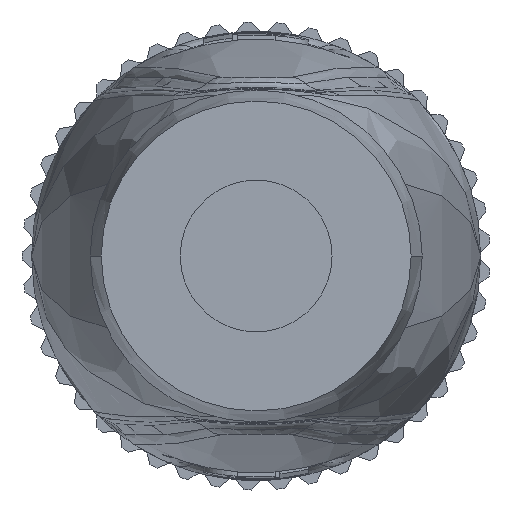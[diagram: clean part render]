
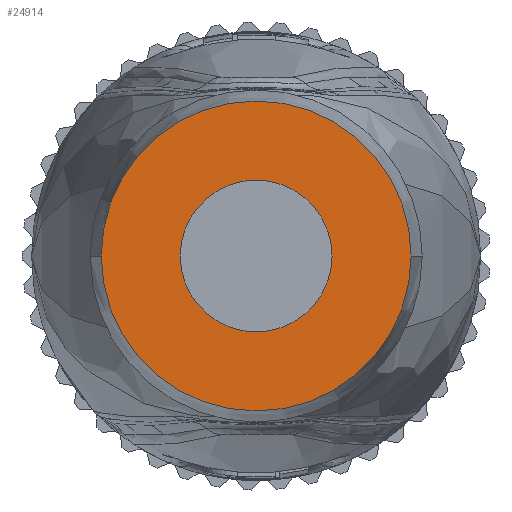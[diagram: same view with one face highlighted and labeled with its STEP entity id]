
A CAD part, front view. The second image highlights one B-rep face of the part: STEP entity #24914.
In plain terms, the highlighted planar face has unit normal (0, -1, 0).
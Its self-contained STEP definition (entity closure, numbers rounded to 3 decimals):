
#6649=CARTESIAN_POINT('',(0.,-47.,0.));
#6650=DIRECTION('',(0.,1.,0.));
#6651=DIRECTION('',(1.,0.,0.));
#6652=AXIS2_PLACEMENT_3D('',#6649,#6650,#6651);
#6654=CARTESIAN_POINT('',(0.,-47.,0.));
#6655=DIRECTION('',(0.,-1.,0.));
#6656=DIRECTION('',(1.,0.,0.));
#6657=AXIS2_PLACEMENT_3D('',#6654,#6655,#6656);
#6659=CARTESIAN_POINT('',(0.,-47.,0.));
#6660=DIRECTION('',(0.,-1.,0.));
#6661=DIRECTION('',(0.,0.,-1.));
#6662=AXIS2_PLACEMENT_3D('',#6659,#6660,#6661);
#6664=CARTESIAN_POINT('',(0.,-47.,0.));
#6665=DIRECTION('',(0.,-1.,0.));
#6666=DIRECTION('',(0.,0.,1.));
#6667=AXIS2_PLACEMENT_3D('',#6664,#6665,#6666);
#8885=CARTESIAN_POINT('',(4.9,-47.,0.));
#8887=VERTEX_POINT('',#8885);
#8889=CARTESIAN_POINT('',(-4.9,-47.,0.));
#8891=VERTEX_POINT('',#8889);
#9236=CARTESIAN_POINT('',(0.,-47.,-2.4));
#9237=CARTESIAN_POINT('',(0.,-47.,2.4));
#9238=VERTEX_POINT('',#9236);
#9239=VERTEX_POINT('',#9237);
#24899=CARTESIAN_POINT('',(0.,-47.,0.));
#24900=DIRECTION('',(0.,-1.,0.));
#24901=DIRECTION('',(1.,0.,0.));
#24902=AXIS2_PLACEMENT_3D('',#24899,#24900,#24901);
#24903=PLANE('',#24902);
#24904=ORIENTED_EDGE('',*,*,#24857,.T.);
#24905=ORIENTED_EDGE('',*,*,#24880,.F.);
#24906=EDGE_LOOP('',(#24904,#24905));
#24907=FACE_OUTER_BOUND('',#24906,.F.);
#24909=ORIENTED_EDGE('',*,*,#24908,.T.);
#24911=ORIENTED_EDGE('',*,*,#24910,.T.);
#24912=EDGE_LOOP('',(#24909,#24911));
#24913=FACE_BOUND('',#24912,.F.);
#24914=ADVANCED_FACE('',(#24907,#24913),#24903,.T.);
#6653=CIRCLE('',#6652,4.9);
#6658=CIRCLE('',#6657,4.9);
#6663=CIRCLE('',#6662,2.4);
#6668=CIRCLE('',#6667,2.4);
#24857=EDGE_CURVE('',#8887,#8891,#6653,.T.);
#24880=EDGE_CURVE('',#8887,#8891,#6658,.T.);
#24908=EDGE_CURVE('',#9238,#9239,#6663,.T.);
#24910=EDGE_CURVE('',#9239,#9238,#6668,.T.);
